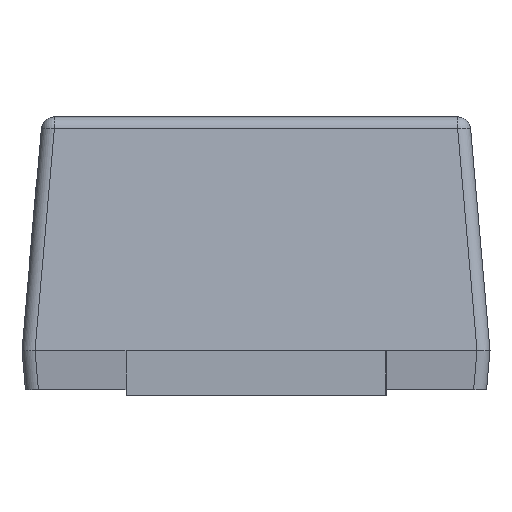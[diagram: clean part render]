
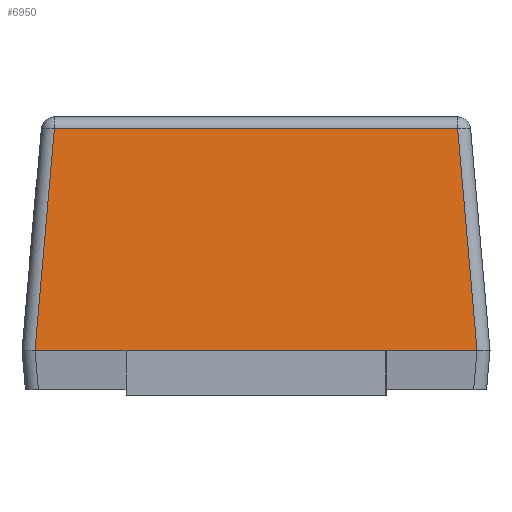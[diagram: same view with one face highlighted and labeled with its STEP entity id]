
A CAD part, left-side view. The second image highlights one B-rep face of the part: STEP entity #6950.
In plain terms, the highlighted planar face has unit normal (-0.996, 0, 0.087).
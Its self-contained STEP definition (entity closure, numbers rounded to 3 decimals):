
#39 = CARTESIAN_POINT ( 'NONE',  ( -1.375, 0.85, 0. ) ) ;
#285 = EDGE_CURVE ( 'NONE', #6208, #12529, #8003, .T. ) ;
#530 = EDGE_CURVE ( 'NONE', #5116, #6208, #3273, .T. ) ;
#878 = EDGE_CURVE ( 'NONE', #2624, #5116, #9835, .T. ) ;
#955 = CARTESIAN_POINT ( 'NONE',  ( -1.3, 0.821, 0.854 ) ) ;
#1557 = DIRECTION ( 'NONE',  ( 0., -1., 0. ) ) ;
#2462 = VECTOR ( 'NONE', #1557, 1000. ) ;
#2624 = VERTEX_POINT ( 'NONE', #9500 ) ;
#2701 = CARTESIAN_POINT ( 'NONE',  ( -1.375, 0.9, 0. ) ) ;
#2800 = EDGE_LOOP ( 'NONE', ( #12616, #11568, #10810, #4923, #7387, #6836 ) ) ;
#2838 = FACE_OUTER_BOUND ( 'NONE', #2800, .T. ) ;
#3029 = CARTESIAN_POINT ( 'NONE',  ( -1.375, -0.5, 0. ) ) ;
#3273 = LINE ( 'NONE', #7325, #3419 ) ;
#3419 = VECTOR ( 'NONE', #11360, 1000. ) ;
#4663 = PLANE ( 'NONE',  #8972 ) ;
#4672 = VECTOR ( 'NONE', #8863, 1000. ) ;
#4923 = ORIENTED_EDGE ( 'NONE', *, *, #6721, .T. ) ;
#5064 = VECTOR ( 'NONE', #11071, 1000. ) ;
#5116 = VERTEX_POINT ( 'NONE', #8102 ) ;
#5320 = CARTESIAN_POINT ( 'NONE',  ( -1.375, 0.9, 0. ) ) ;
#5536 = CARTESIAN_POINT ( 'NONE',  ( -1.375, 0.9, 0. ) ) ;
#6208 = VERTEX_POINT ( 'NONE', #39 ) ;
#6721 = EDGE_CURVE ( 'NONE', #12529, #6722, #8061, .T. ) ;
#6722 = VERTEX_POINT ( 'NONE', #3029 ) ;
#6836 = ORIENTED_EDGE ( 'NONE', *, *, #8845, .T. ) ;
#6950 = ADVANCED_FACE ( 'NONE', ( #2838 ), #4663, .T. ) ;
#7068 = CARTESIAN_POINT ( 'NONE',  ( -1.362, -0.837, 0.151 ) ) ;
#7325 = CARTESIAN_POINT ( 'NONE',  ( -1.375, 0.851, -0.004 ) ) ;
#7379 = VECTOR ( 'NONE', #10247, 1000. ) ;
#7387 = ORIENTED_EDGE ( 'NONE', *, *, #11146, .T. ) ;
#7666 = DIRECTION ( 'NONE',  ( -0.996, 0., 0.087 ) ) ;
#8003 = LINE ( 'NONE', #5320, #5064 ) ;
#8061 = LINE ( 'NONE', #9101, #12066 ) ;
#8102 = CARTESIAN_POINT ( 'NONE',  ( -1.3, 0.775, 0.854 ) ) ;
#8626 = CARTESIAN_POINT ( 'NONE',  ( -1.375, 0.5, 0. ) ) ;
#8797 = VERTEX_POINT ( 'NONE', #12783 ) ;
#8845 = EDGE_CURVE ( 'NONE', #8797, #2624, #11157, .T. ) ;
#8863 = DIRECTION ( 'NONE',  ( 0., 1., 0. ) ) ;
#8972 = AXIS2_PLACEMENT_3D ( 'NONE', #2701, #7666, #11623 ) ;
#9101 = CARTESIAN_POINT ( 'NONE',  ( -1.375, 0.9, 0. ) ) ;
#9500 = CARTESIAN_POINT ( 'NONE',  ( -1.3, -0.775, 0.854 ) ) ;
#9835 = LINE ( 'NONE', #955, #4672 ) ;
#10015 = DIRECTION ( 'NONE',  ( 0., -1., 0. ) ) ;
#10247 = DIRECTION ( 'NONE',  ( 0.087, 0.087, 0.992 ) ) ;
#10301 = LINE ( 'NONE', #5536, #2462 ) ;
#10810 = ORIENTED_EDGE ( 'NONE', *, *, #285, .T. ) ;
#11071 = DIRECTION ( 'NONE',  ( 0., -1., 0. ) ) ;
#11146 = EDGE_CURVE ( 'NONE', #6722, #8797, #10301, .T. ) ;
#11157 = LINE ( 'NONE', #7068, #7379 ) ;
#11360 = DIRECTION ( 'NONE',  ( -0.087, 0.087, -0.992 ) ) ;
#11568 = ORIENTED_EDGE ( 'NONE', *, *, #530, .T. ) ;
#11623 = DIRECTION ( 'NONE',  ( 0.087, 0., 0.996 ) ) ;
#12066 = VECTOR ( 'NONE', #10015, 1000. ) ;
#12529 = VERTEX_POINT ( 'NONE', #8626 ) ;
#12616 = ORIENTED_EDGE ( 'NONE', *, *, #878, .T. ) ;
#12783 = CARTESIAN_POINT ( 'NONE',  ( -1.375, -0.85, 0. ) ) ;
